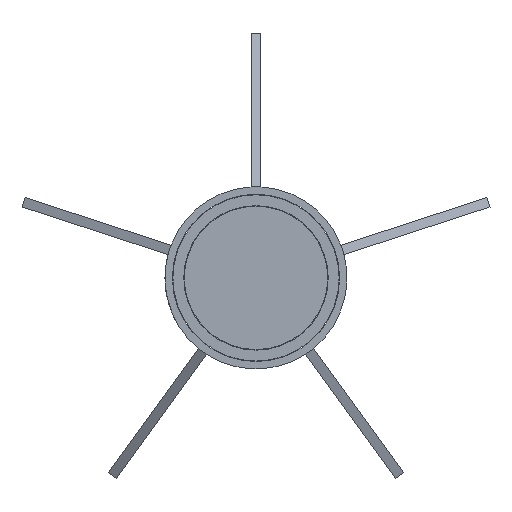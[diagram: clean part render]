
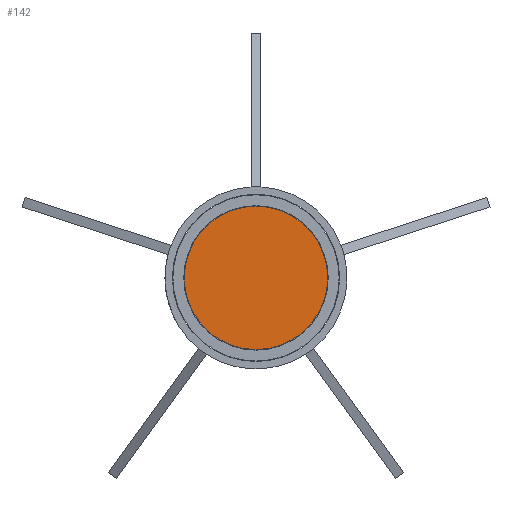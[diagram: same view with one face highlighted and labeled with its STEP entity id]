
A CAD part, front view. The second image highlights one B-rep face of the part: STEP entity #142.
In plain terms, the highlighted planar face has unit normal (0, -1, 0).
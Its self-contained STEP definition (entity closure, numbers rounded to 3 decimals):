
#113 = EDGE_CURVE('',#114,#114,#116,.T.);
#114 = VERTEX_POINT('',#115);
#115 = CARTESIAN_POINT('',(-7.278,-25.316,
    -9.093));
#116 = CIRCLE('',#117,14.5);
#117 = AXIS2_PLACEMENT_3D('',#118,#119,#120);
#118 = CARTESIAN_POINT('',(7.222,-25.316,
    -9.093));
#119 = DIRECTION('',(0.,-1.,0.));
#120 = DIRECTION('',(1.,0.,0.));
#142 = ADVANCED_FACE('',(#143),#146,.T.);
#143 = FACE_BOUND('',#144,.T.);
#144 = EDGE_LOOP('',(#145));
#145 = ORIENTED_EDGE('',*,*,#113,.T.);
#146 = PLANE('',#147);
#147 = AXIS2_PLACEMENT_3D('',#148,#149,#150);
#148 = CARTESIAN_POINT('',(7.222,-25.316,
    -9.093));
#149 = DIRECTION('',(0.,-1.,0.));
#150 = DIRECTION('',(1.,0.,0.));
